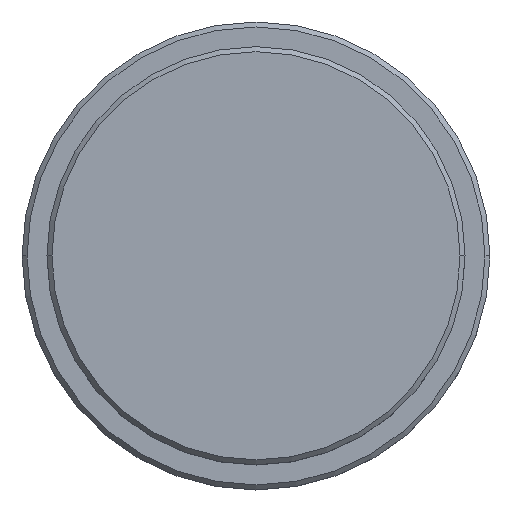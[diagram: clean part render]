
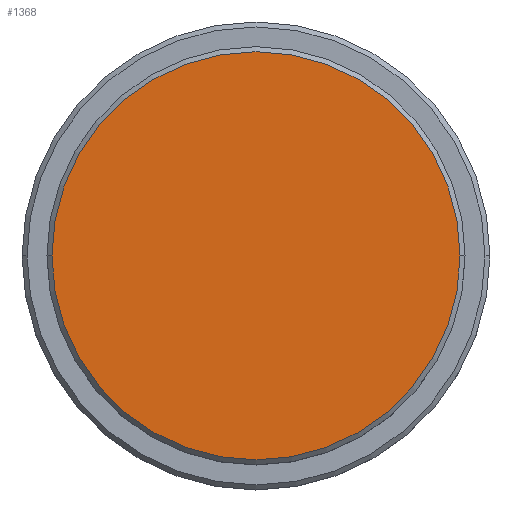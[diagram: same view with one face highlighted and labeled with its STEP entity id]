
A CAD part, top view. The second image highlights one B-rep face of the part: STEP entity #1368.
In plain terms, the highlighted planar face has unit normal (0, 0, 1).
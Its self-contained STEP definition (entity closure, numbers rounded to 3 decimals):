
#7 = DIRECTION ( 'NONE',  ( 0., 0., 1. ) ) ;
#43 = DIRECTION ( 'NONE',  ( 1., 0., 0. ) ) ;
#73 = EDGE_CURVE ( 'NONE', #261, #1197, #422, .T. ) ;
#128 = CARTESIAN_POINT ( 'NONE',  ( 20.5, 0., 0. ) ) ;
#210 = CIRCLE ( 'NONE', #250, 20.5 ) ;
#250 = AXIS2_PLACEMENT_3D ( 'NONE', #1010, #7, #575 ) ;
#261 = VERTEX_POINT ( 'NONE', #128 ) ;
#270 = EDGE_CURVE ( 'NONE', #1197, #261, #210, .T. ) ;
#333 = AXIS2_PLACEMENT_3D ( 'NONE', #1031, #816, #472 ) ;
#422 = CIRCLE ( 'NONE', #639, 20.5 ) ;
#472 = DIRECTION ( 'NONE',  ( 1., 0., 0. ) ) ;
#575 = DIRECTION ( 'NONE',  ( 1., 0., 0. ) ) ;
#579 = CARTESIAN_POINT ( 'NONE',  ( 0., 0., 0. ) ) ;
#592 = PLANE ( 'NONE',  #333 ) ;
#639 = AXIS2_PLACEMENT_3D ( 'NONE', #579, #1122, #43 ) ;
#816 = DIRECTION ( 'NONE',  ( 0., 0., 1. ) ) ;
#888 = ORIENTED_EDGE ( 'NONE', *, *, #73, .T. ) ;
#1010 = CARTESIAN_POINT ( 'NONE',  ( 0., 0., 0. ) ) ;
#1031 = CARTESIAN_POINT ( 'NONE',  ( 0., 0., 0. ) ) ;
#1122 = DIRECTION ( 'NONE',  ( 0., 0., 1. ) ) ;
#1184 = EDGE_LOOP ( 'NONE', ( #1387, #888 ) ) ;
#1197 = VERTEX_POINT ( 'NONE', #1300 ) ;
#1300 = CARTESIAN_POINT ( 'NONE',  ( -20.5, 0., 0. ) ) ;
#1349 = FACE_OUTER_BOUND ( 'NONE', #1184, .T. ) ;
#1368 = ADVANCED_FACE ( 'NONE', ( #1349 ), #592, .T. ) ;
#1387 = ORIENTED_EDGE ( 'NONE', *, *, #270, .T. ) ;
